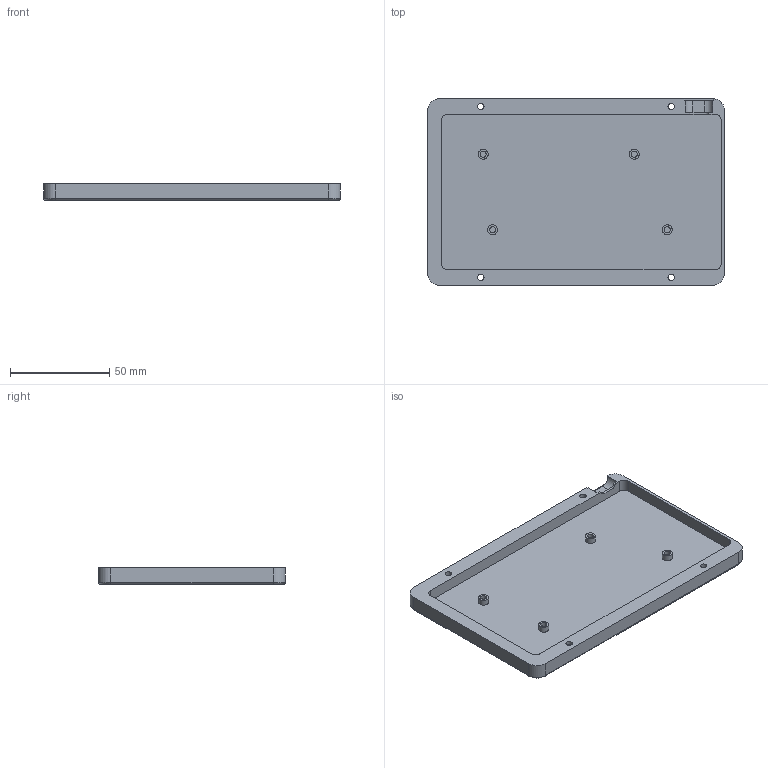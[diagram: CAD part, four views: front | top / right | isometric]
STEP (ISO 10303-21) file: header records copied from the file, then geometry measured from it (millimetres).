
FILE_DESCRIPTION(/* description */ ('','CAx-IF Rec.Pracs.---Representation and Presentation of Product Manufacturing Information (PMI)---4.0---2014-10-13'),/* implementation_level */ '2;1');
FILE_NAME(/* name */ 'theclassic-bottom.step',/* time_stamp */ '2025-02-10T12:27:05+01:00',/* author */ (''),/* organization */ (''),/* preprocessor_version */ 'ST-DEVELOPER v20',/* originating_system */ 'Autodesk Translation Framework v13.20.0.188',/* authorisation */ '');
FILE_SCHEMA (('AP242_MANAGED_MODEL_BASED_3D_ENGINEERING_MIM_LF { 1 0 10303 442 1 1 4 }'));
Length unit declared in the file: millimetre
Products named in the file (1): smash-b-mx
Bounding box: 149.77 x 94.2 x 8.19 mm (x, y, z)
Volume: 45952.6 mm3; surface area: 35334.8 mm2
Topology: 1 solids, 1 shells, 68 faces, 162 edges, 104 vertices
Faces by surface type: cylinder 34, plane 30, torus 4
Full cylindrical faces by diameter (mm): 3 x4, 3.2 x4, 5 x4, 6 x4
Entity records: 2066 total; most frequent: DIRECTION 375, CARTESIAN_POINT 344, ORIENTED_EDGE 324, EDGE_CURVE 162, AXIS2_PLACEMENT_3D 145, VERTEX_POINT 104, LINE 85, VECTOR 85
